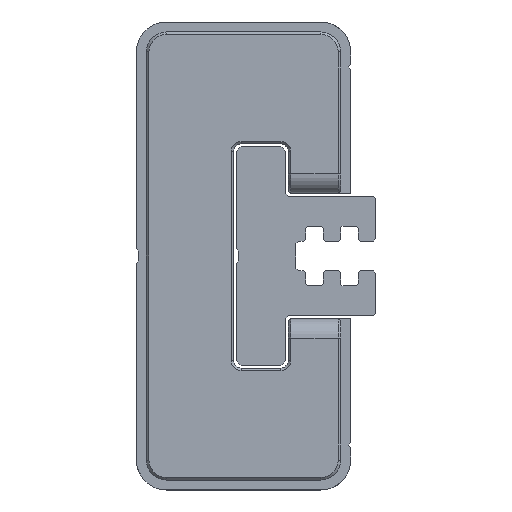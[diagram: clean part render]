
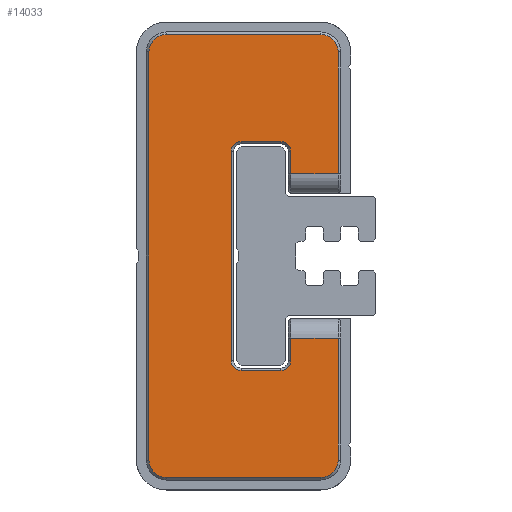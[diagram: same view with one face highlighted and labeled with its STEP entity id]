
A CAD part, left-side view. The second image highlights one B-rep face of the part: STEP entity #14033.
In plain terms, the highlighted planar face has unit normal (-1, 0, 0).
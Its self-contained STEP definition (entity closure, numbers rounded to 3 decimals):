
#1910=LINE('',#27426,#2958);
#1914=LINE('',#27438,#2962);
#1918=LINE('',#27450,#2966);
#1922=LINE('',#27462,#2970);
#1926=LINE('',#27474,#2974);
#1934=LINE('',#27495,#2982);
#1935=LINE('',#27499,#2983);
#1936=LINE('',#27501,#2984);
#1937=LINE('',#27505,#2985);
#1938=LINE('',#27509,#2986);
#1939=LINE('',#27513,#2987);
#1940=LINE('',#27516,#2988);
#2958=VECTOR('',#18851,2.25);
#2962=VECTOR('',#18863,4.);
#2966=VECTOR('',#18875,21.);
#2970=VECTOR('',#18887,4.);
#2974=VECTOR('',#18899,2.25);
#2982=VECTOR('',#18919,4.75);
#2983=VECTOR('',#18924,4.75);
#2984=VECTOR('',#18925,12.25);
#2985=VECTOR('',#18928,15.5);
#2986=VECTOR('',#18931,41.);
#2987=VECTOR('',#18934,15.5);
#2988=VECTOR('',#18937,12.25);
#3390=PLANE('',#15337);
#4132=FACE_OUTER_BOUND('',#4956,.T.);
#4956=EDGE_LOOP('',(#13065,#13066,#13067,#13068,#13069,#13070,#13071,#13072,
#13073,#13074,#13075,#13076,#13077,#13078,#13079,#13080,#13081,#13082,#13083,
#13084));
#5426=CIRCLE('',#15316,1.);
#5428=CIRCLE('',#15320,1.);
#5430=CIRCLE('',#15324,1.);
#5432=CIRCLE('',#15328,1.);
#5436=CIRCLE('',#15338,1.75);
#5437=CIRCLE('',#15339,1.75);
#5438=CIRCLE('',#15340,1.75);
#5439=CIRCLE('',#15341,1.75);
#6854=VERTEX_POINT('',#27417);
#6856=VERTEX_POINT('',#27424);
#6858=VERTEX_POINT('',#27430);
#6860=VERTEX_POINT('',#27436);
#6862=VERTEX_POINT('',#27442);
#6864=VERTEX_POINT('',#27448);
#6866=VERTEX_POINT('',#27454);
#6868=VERTEX_POINT('',#27460);
#6870=VERTEX_POINT('',#27466);
#6872=VERTEX_POINT('',#27472);
#6879=VERTEX_POINT('',#27494);
#6880=VERTEX_POINT('',#27498);
#6881=VERTEX_POINT('',#27500);
#6882=VERTEX_POINT('',#27502);
#6883=VERTEX_POINT('',#27504);
#6884=VERTEX_POINT('',#27506);
#6885=VERTEX_POINT('',#27508);
#6886=VERTEX_POINT('',#27510);
#6887=VERTEX_POINT('',#27512);
#6888=VERTEX_POINT('',#27514);
#8918=EDGE_CURVE('',#6856,#6854,#1910,.T.);
#8921=EDGE_CURVE('',#6858,#6856,#5426,.T.);
#8924=EDGE_CURVE('',#6860,#6858,#1914,.T.);
#8927=EDGE_CURVE('',#6862,#6860,#5428,.T.);
#8930=EDGE_CURVE('',#6864,#6862,#1918,.T.);
#8933=EDGE_CURVE('',#6866,#6864,#5430,.T.);
#8936=EDGE_CURVE('',#6868,#6866,#1922,.T.);
#8939=EDGE_CURVE('',#6870,#6868,#5432,.T.);
#8942=EDGE_CURVE('',#6872,#6870,#1926,.T.);
#8952=EDGE_CURVE('',#6854,#6879,#1934,.T.);
#8954=EDGE_CURVE('',#6880,#6872,#1935,.T.);
#8955=EDGE_CURVE('',#6881,#6880,#1936,.T.);
#8956=EDGE_CURVE('',#6882,#6881,#5436,.T.);
#8957=EDGE_CURVE('',#6883,#6882,#1937,.T.);
#8958=EDGE_CURVE('',#6884,#6883,#5437,.T.);
#8959=EDGE_CURVE('',#6885,#6884,#1938,.T.);
#8960=EDGE_CURVE('',#6886,#6885,#5438,.T.);
#8961=EDGE_CURVE('',#6887,#6886,#1939,.T.);
#8962=EDGE_CURVE('',#6888,#6887,#5439,.T.);
#8963=EDGE_CURVE('',#6879,#6888,#1940,.T.);
#13065=ORIENTED_EDGE('',*,*,#8918,.F.);
#13066=ORIENTED_EDGE('',*,*,#8921,.F.);
#13067=ORIENTED_EDGE('',*,*,#8924,.F.);
#13068=ORIENTED_EDGE('',*,*,#8927,.F.);
#13069=ORIENTED_EDGE('',*,*,#8930,.F.);
#13070=ORIENTED_EDGE('',*,*,#8933,.F.);
#13071=ORIENTED_EDGE('',*,*,#8936,.F.);
#13072=ORIENTED_EDGE('',*,*,#8939,.F.);
#13073=ORIENTED_EDGE('',*,*,#8942,.F.);
#13074=ORIENTED_EDGE('',*,*,#8954,.F.);
#13075=ORIENTED_EDGE('',*,*,#8955,.F.);
#13076=ORIENTED_EDGE('',*,*,#8956,.F.);
#13077=ORIENTED_EDGE('',*,*,#8957,.F.);
#13078=ORIENTED_EDGE('',*,*,#8958,.F.);
#13079=ORIENTED_EDGE('',*,*,#8959,.F.);
#13080=ORIENTED_EDGE('',*,*,#8960,.F.);
#13081=ORIENTED_EDGE('',*,*,#8961,.F.);
#13082=ORIENTED_EDGE('',*,*,#8962,.F.);
#13083=ORIENTED_EDGE('',*,*,#8963,.F.);
#13084=ORIENTED_EDGE('',*,*,#8952,.F.);
#14033=ADVANCED_FACE('',(#4132),#3390,.F.);
#15316=AXIS2_PLACEMENT_3D('',#27432,#18857,#18858);
#15320=AXIS2_PLACEMENT_3D('',#27444,#18869,#18870);
#15324=AXIS2_PLACEMENT_3D('',#27456,#18881,#18882);
#15328=AXIS2_PLACEMENT_3D('',#27468,#18893,#18894);
#15337=AXIS2_PLACEMENT_3D('',#27497,#18922,#18923);
#15338=AXIS2_PLACEMENT_3D('',#27503,#18926,#18927);
#15339=AXIS2_PLACEMENT_3D('',#27507,#18929,#18930);
#15340=AXIS2_PLACEMENT_3D('',#27511,#18932,#18933);
#15341=AXIS2_PLACEMENT_3D('',#27515,#18935,#18936);
#18851=DIRECTION('',(0.,0.,1.));
#18857=DIRECTION('center_axis',(-1.,0.,0.));
#18858=DIRECTION('ref_axis',(0.,-0.707,-0.707));
#18863=DIRECTION('',(0.,-1.,0.));
#18869=DIRECTION('center_axis',(-1.,0.,0.));
#18870=DIRECTION('ref_axis',(0.,0.707,-0.707));
#18875=DIRECTION('',(0.,0.,-1.));
#18881=DIRECTION('center_axis',(-1.,0.,0.));
#18882=DIRECTION('ref_axis',(0.,0.707,0.707));
#18887=DIRECTION('',(0.,1.,0.));
#18893=DIRECTION('center_axis',(-1.,0.,0.));
#18894=DIRECTION('ref_axis',(0.,-0.707,0.707));
#18899=DIRECTION('',(0.,0.,1.));
#18919=DIRECTION('',(0.,-1.,0.));
#18922=DIRECTION('center_axis',(1.,0.,0.));
#18923=DIRECTION('ref_axis',(0.,0.,-1.));
#18924=DIRECTION('',(0.,1.,0.));
#18925=DIRECTION('',(0.,0.,-1.));
#18926=DIRECTION('center_axis',(1.,0.,0.));
#18927=DIRECTION('ref_axis',(0.,0.,1.));
#18928=DIRECTION('',(0.,-1.,0.));
#18929=DIRECTION('center_axis',(1.,0.,0.));
#18930=DIRECTION('ref_axis',(0.,1.,0.));
#18931=DIRECTION('',(0.,0.,1.));
#18932=DIRECTION('center_axis',(1.,0.,0.));
#18933=DIRECTION('ref_axis',(0.,0.,-1.));
#18934=DIRECTION('',(0.,1.,0.));
#18935=DIRECTION('center_axis',(1.,0.,0.));
#18936=DIRECTION('ref_axis',(0.,-1.,0.));
#18937=DIRECTION('',(0.,0.,-1.));
#27417=CARTESIAN_POINT('',(0.,-4.75,-8.25));
#27424=CARTESIAN_POINT('',(0.,-4.75,-10.5));
#27426=CARTESIAN_POINT('',(0.,-4.75,-5.625));
#27430=CARTESIAN_POINT('',(0.,-3.75,-11.5));
#27432=CARTESIAN_POINT('Origin',(0.,-3.75,-10.5));
#27436=CARTESIAN_POINT('',(0.,0.25,-11.5));
#27438=CARTESIAN_POINT('',(0.,0.516,-11.5));
#27442=CARTESIAN_POINT('',(0.,1.25,-10.5));
#27444=CARTESIAN_POINT('Origin',(0.,0.25,-10.5));
#27448=CARTESIAN_POINT('',(0.,1.25,10.5));
#27450=CARTESIAN_POINT('',(0.,1.25,5.625));
#27454=CARTESIAN_POINT('',(0.,0.25,11.5));
#27456=CARTESIAN_POINT('Origin',(0.,0.25,10.5));
#27460=CARTESIAN_POINT('',(0.,-3.75,11.5));
#27462=CARTESIAN_POINT('',(0.,-2.234,11.5));
#27466=CARTESIAN_POINT('',(0.,-4.75,10.5));
#27468=CARTESIAN_POINT('Origin',(0.,-3.75,10.5));
#27472=CARTESIAN_POINT('',(0.,-4.75,8.25));
#27474=CARTESIAN_POINT('',(0.,-4.75,3.125));
#27494=CARTESIAN_POINT('',(0.,-9.5,-8.25));
#27495=CARTESIAN_POINT('',(0.,-2.234,-8.25));
#27497=CARTESIAN_POINT('Origin',(0.,0.032,0.));
#27498=CARTESIAN_POINT('',(0.,-9.5,8.25));
#27499=CARTESIAN_POINT('',(0.,-4.859,8.25));
#27500=CARTESIAN_POINT('',(0.,-9.5,20.5));
#27501=CARTESIAN_POINT('',(0.,-9.5,10.25));
#27502=CARTESIAN_POINT('',(0.,-7.75,22.25));
#27503=CARTESIAN_POINT('Origin',(0.,-7.75,20.5));
#27504=CARTESIAN_POINT('',(0.,7.75,22.25));
#27505=CARTESIAN_POINT('',(0.,3.891,22.25));
#27506=CARTESIAN_POINT('',(0.,9.5,20.5));
#27507=CARTESIAN_POINT('Origin',(0.,7.75,20.5));
#27508=CARTESIAN_POINT('',(0.,9.5,-20.5));
#27509=CARTESIAN_POINT('',(0.,9.5,0.));
#27510=CARTESIAN_POINT('',(0.,7.75,-22.25));
#27511=CARTESIAN_POINT('Origin',(0.,7.75,-20.5));
#27512=CARTESIAN_POINT('',(0.,-7.75,-22.25));
#27513=CARTESIAN_POINT('',(0.,-3.859,-22.25));
#27514=CARTESIAN_POINT('',(0.,-9.5,-20.5));
#27515=CARTESIAN_POINT('Origin',(0.,-7.75,-20.5));
#27516=CARTESIAN_POINT('',(0.,-9.5,-3.125));
